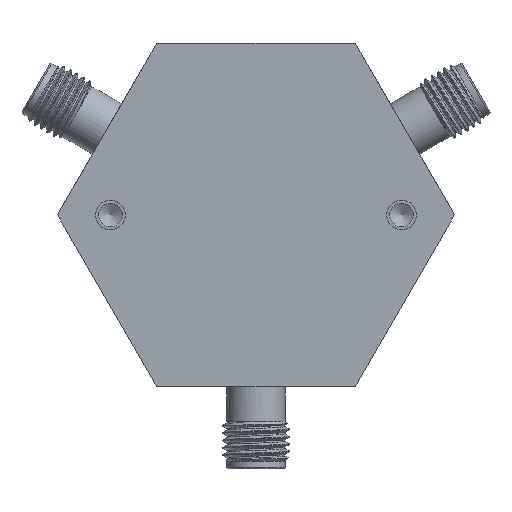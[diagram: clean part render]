
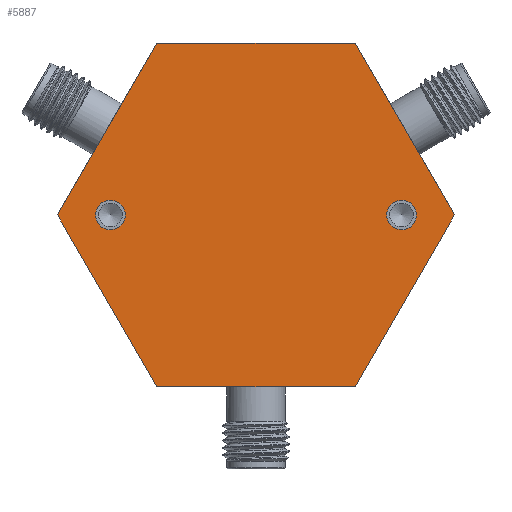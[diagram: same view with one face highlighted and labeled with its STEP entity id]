
A CAD part, front view. The second image highlights one B-rep face of the part: STEP entity #5887.
In plain terms, the highlighted planar face has unit normal (0, -1, 0).
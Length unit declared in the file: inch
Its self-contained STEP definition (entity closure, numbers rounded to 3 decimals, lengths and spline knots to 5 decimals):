
#608 = EDGE_LOOP ( 'NONE', ( #37220 ) ) ;
#746 = FACE_BOUND ( 'NONE', #12880, .T. ) ;
#995 = CARTESIAN_POINT ( 'NONE',  ( 0.55, -0.325, 0. ) ) ;
#1307 = CARTESIAN_POINT ( 'NONE',  ( -0.375, -0.325, 0.64952 ) ) ;
#1722 = CIRCLE ( 'NONE', #20573, 0.056 ) ;
#1769 = DIRECTION ( 'NONE',  ( 0., 0., -1. ) ) ;
#1858 = VERTEX_POINT ( 'NONE', #30897 ) ;
#2468 = CARTESIAN_POINT ( 'NONE',  ( -0.55, -0.325, -0.056 ) ) ;
#2958 = VERTEX_POINT ( 'NONE', #2468 ) ;
#3462 = EDGE_CURVE ( 'NONE', #33311, #13288, #37087, .T. ) ;
#3775 = ORIENTED_EDGE ( 'NONE', *, *, #4253, .F. ) ;
#4031 = DIRECTION ( 'NONE',  ( 0., 0., -1. ) ) ;
#4085 = EDGE_CURVE ( 'NONE', #15195, #15195, #1722, .T. ) ;
#4195 = CARTESIAN_POINT ( 'NONE',  ( 0.375, -0.325, -0.64952 ) ) ;
#4253 = EDGE_CURVE ( 'NONE', #13288, #6338, #27689, .T. ) ;
#4883 = CARTESIAN_POINT ( 'NONE',  ( -0.375, -0.325, -0.64952 ) ) ;
#5887 = ADVANCED_FACE ( 'NONE', ( #14427, #746, #16767 ), #33164, .F. ) ;
#6338 = VERTEX_POINT ( 'NONE', #24704 ) ;
#6634 = ORIENTED_EDGE ( 'NONE', *, *, #20963, .F. ) ;
#6637 = CARTESIAN_POINT ( 'NONE',  ( -0.55, -0.325, 0. ) ) ;
#6782 = CARTESIAN_POINT ( 'NONE',  ( -0.375, -0.325, 0.64952 ) ) ;
#7046 = CARTESIAN_POINT ( 'NONE',  ( 0.375, -0.325, 0.64952 ) ) ;
#7877 = ORIENTED_EDGE ( 'NONE', *, *, #31027, .F. ) ;
#7967 = CARTESIAN_POINT ( 'NONE',  ( 0.55, -0.325, -0.056 ) ) ;
#8014 = CARTESIAN_POINT ( 'NONE',  ( 0.375, -0.325, 0.64952 ) ) ;
#8534 = ORIENTED_EDGE ( 'NONE', *, *, #4085, .F. ) ;
#8950 = DIRECTION ( 'NONE',  ( -0.5, 0., -0.866 ) ) ;
#9489 = CARTESIAN_POINT ( 'NONE',  ( -0.375, -0.325, -0.64952 ) ) ;
#9986 = DIRECTION ( 'NONE',  ( -1., 0., 0. ) ) ;
#10264 = EDGE_LOOP ( 'NONE', ( #3775, #33712, #32901, #22443, #6634, #7877 ) ) ;
#11054 = DIRECTION ( 'NONE',  ( 0.5, 0., -0.866 ) ) ;
#11233 = AXIS2_PLACEMENT_3D ( 'NONE', #29872, #18428, #14842 ) ;
#12880 = EDGE_LOOP ( 'NONE', ( #8534 ) ) ;
#13288 = VERTEX_POINT ( 'NONE', #18963 ) ;
#14131 = VERTEX_POINT ( 'NONE', #9489 ) ;
#14427 = FACE_BOUND ( 'NONE', #608, .T. ) ;
#14842 = DIRECTION ( 'NONE',  ( 0., 0., 1. ) ) ;
#15195 = VERTEX_POINT ( 'NONE', #7967 ) ;
#15287 = CARTESIAN_POINT ( 'NONE',  ( 0.75, -0.325, 0. ) ) ;
#15772 = DIRECTION ( 'NONE',  ( 1., 0., 0. ) ) ;
#16455 = LINE ( 'NONE', #6782, #20274 ) ;
#16520 = LINE ( 'NONE', #4195, #27453 ) ;
#16767 = FACE_OUTER_BOUND ( 'NONE', #10264, .T. ) ;
#16795 = VECTOR ( 'NONE', #8950, 39.37008 ) ;
#18428 = DIRECTION ( 'NONE',  ( 0., 1., 0. ) ) ;
#18963 = CARTESIAN_POINT ( 'NONE',  ( 0.75, -0.325, 0. ) ) ;
#19058 = EDGE_CURVE ( 'NONE', #2958, #2958, #28715, .T. ) ;
#19838 = DIRECTION ( 'NONE',  ( 0., -1., 0. ) ) ;
#20274 = VECTOR ( 'NONE', #15772, 39.37008 ) ;
#20573 = AXIS2_PLACEMENT_3D ( 'NONE', #995, #22085, #4031 ) ;
#20963 = EDGE_CURVE ( 'NONE', #14131, #1858, #35440, .T. ) ;
#22085 = DIRECTION ( 'NONE',  ( 0., -1., 0. ) ) ;
#22443 = ORIENTED_EDGE ( 'NONE', *, *, #31078, .F. ) ;
#23207 = LINE ( 'NONE', #37244, #29339 ) ;
#24704 = CARTESIAN_POINT ( 'NONE',  ( 0.375, -0.325, -0.64952 ) ) ;
#25077 = VERTEX_POINT ( 'NONE', #1307 ) ;
#27453 = VECTOR ( 'NONE', #9986, 39.37008 ) ;
#27689 = LINE ( 'NONE', #15287, #16795 ) ;
#28715 = CIRCLE ( 'NONE', #28941, 0.056 ) ;
#28941 = AXIS2_PLACEMENT_3D ( 'NONE', #6637, #19838, #1769 ) ;
#29339 = VECTOR ( 'NONE', #31460, 39.37008 ) ;
#29872 = CARTESIAN_POINT ( 'NONE',  ( 0., -0.325, 0. ) ) ;
#30038 = VECTOR ( 'NONE', #11054, 39.37008 ) ;
#30897 = CARTESIAN_POINT ( 'NONE',  ( -0.75, -0.325, 0. ) ) ;
#31027 = EDGE_CURVE ( 'NONE', #6338, #14131, #16520, .T. ) ;
#31078 = EDGE_CURVE ( 'NONE', #1858, #25077, #23207, .T. ) ;
#31460 = DIRECTION ( 'NONE',  ( 0.5, 0., 0.866 ) ) ;
#32298 = DIRECTION ( 'NONE',  ( -0.5, 0., 0.866 ) ) ;
#32693 = EDGE_CURVE ( 'NONE', #25077, #33311, #16455, .T. ) ;
#32901 = ORIENTED_EDGE ( 'NONE', *, *, #32693, .F. ) ;
#33164 = PLANE ( 'NONE',  #11233 ) ;
#33311 = VERTEX_POINT ( 'NONE', #7046 ) ;
#33712 = ORIENTED_EDGE ( 'NONE', *, *, #3462, .F. ) ;
#34492 = VECTOR ( 'NONE', #32298, 39.37008 ) ;
#35440 = LINE ( 'NONE', #4883, #34492 ) ;
#37087 = LINE ( 'NONE', #8014, #30038 ) ;
#37220 = ORIENTED_EDGE ( 'NONE', *, *, #19058, .F. ) ;
#37244 = CARTESIAN_POINT ( 'NONE',  ( -0.75, -0.325, 0. ) ) ;
